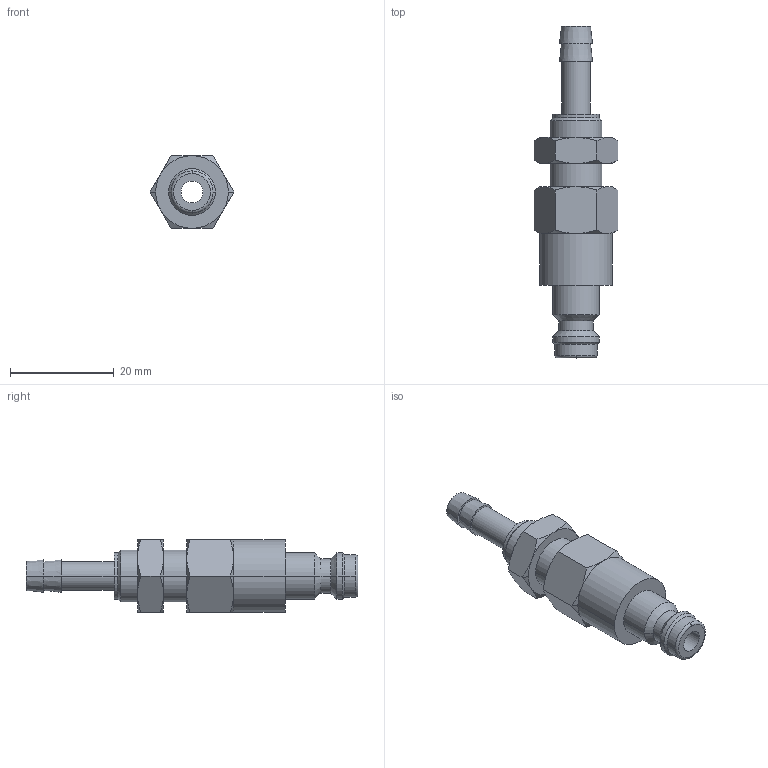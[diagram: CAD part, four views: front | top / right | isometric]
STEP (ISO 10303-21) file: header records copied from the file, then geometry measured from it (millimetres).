
FILE_DESCRIPTION(('STEP AP214'),'1');
FILE_NAME('esmn_4_ssvab.stp','2020-03-05T08:33:11',('TraceParts'),('TraceParts S.A.'),'Spatial InterOp 3D',' ',' ');
FILE_SCHEMA(('automotive_design'));
Length unit declared in the file: millimetre
Products named in the file (2): 1; 2
Bounding box: 16.17 x 64 x 14 mm (x, y, z)
Volume: 4976.5 mm3; surface area: 3705.4 mm2
Topology: 2 solids, 2 shells, 92 faces, 195 edges, 113 vertices
Faces by surface type: cone 48, plane 22, cylinder 20, torus 2
Entity records: 3025 total; most frequent: CARTESIAN_POINT 594, DIRECTION 426, ORIENTED_EDGE 390, EDGE_CURVE 195, AXIS2_PLACEMENT_3D 185, VERTEX_POINT 113, EDGE_LOOP 102, ADVANCED_FACE 92
